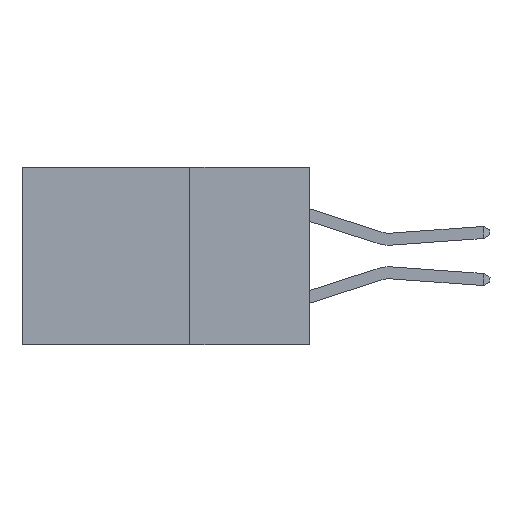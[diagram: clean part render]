
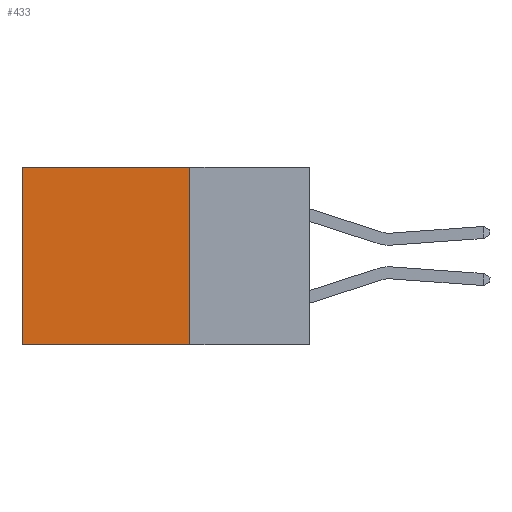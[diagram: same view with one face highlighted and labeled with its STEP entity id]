
A CAD part, left-side view. The second image highlights one B-rep face of the part: STEP entity #433.
In plain terms, the highlighted planar face has unit normal (-1, 0, 0).
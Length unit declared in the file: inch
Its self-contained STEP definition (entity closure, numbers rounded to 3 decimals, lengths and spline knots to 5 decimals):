
#433 = ADVANCED_FACE ( 'NONE', ( #3513 ), #14857, .F. ) ;
#1546 = ORIENTED_EDGE ( 'NONE', *, *, #4514, .F. ) ;
#2206 = ORIENTED_EDGE ( 'NONE', *, *, #13992, .F. ) ;
#2305 = ORIENTED_EDGE ( 'NONE', *, *, #15119, .T. ) ;
#2459 = CARTESIAN_POINT ( 'NONE',  ( 0.298, 0.6, 0. ) ) ;
#2758 = CARTESIAN_POINT ( 'NONE',  ( 0.298, 0.25, 0. ) ) ;
#3513 = FACE_OUTER_BOUND ( 'NONE', #7366, .T. ) ;
#3555 = EDGE_CURVE ( 'NONE', #14689, #3858, #15981, .T. ) ;
#3796 = CARTESIAN_POINT ( 'NONE',  ( 0.298, 0.25, 0. ) ) ;
#3858 = VERTEX_POINT ( 'NONE', #8695 ) ;
#4514 = EDGE_CURVE ( 'NONE', #13682, #3858, #15152, .T. ) ;
#5145 = CARTESIAN_POINT ( 'NONE',  ( 0.298, 0.6, 0. ) ) ;
#5235 = DIRECTION ( 'NONE',  ( 0., 1., 0. ) ) ;
#5455 = LINE ( 'NONE', #2758, #11291 ) ;
#5649 = CARTESIAN_POINT ( 'NONE',  ( 0.298, 0.25, 0. ) ) ;
#6525 = VECTOR ( 'NONE', #16830, 39.37008 ) ;
#6560 = DIRECTION ( 'NONE',  ( 0., 0., -1. ) ) ;
#6570 = VECTOR ( 'NONE', #6560, 39.37008 ) ;
#6988 = LINE ( 'NONE', #3796, #6570 ) ;
#7366 = EDGE_LOOP ( 'NONE', ( #7628, #1546, #2206, #2305 ) ) ;
#7549 = CARTESIAN_POINT ( 'NONE',  ( 0.298, 0.25, -0.37 ) ) ;
#7628 = ORIENTED_EDGE ( 'NONE', *, *, #3555, .T. ) ;
#8695 = CARTESIAN_POINT ( 'NONE',  ( 0.298, 0.6, -0.37 ) ) ;
#9181 = AXIS2_PLACEMENT_3D ( 'NONE', #5649, #11523, #16785 ) ;
#9431 = CARTESIAN_POINT ( 'NONE',  ( 0.298, 0.25, 0. ) ) ;
#10851 = CARTESIAN_POINT ( 'NONE',  ( 0.298, 0.25, -0.37 ) ) ;
#11291 = VECTOR ( 'NONE', #5235, 39.37008 ) ;
#11523 = DIRECTION ( 'NONE',  ( 1., 0., 0. ) ) ;
#11736 = VERTEX_POINT ( 'NONE', #9431 ) ;
#13527 = VECTOR ( 'NONE', #14809, 39.37008 ) ;
#13682 = VERTEX_POINT ( 'NONE', #7549 ) ;
#13992 = EDGE_CURVE ( 'NONE', #11736, #13682, #6988, .T. ) ;
#14689 = VERTEX_POINT ( 'NONE', #5145 ) ;
#14809 = DIRECTION ( 'NONE',  ( 0., 1., 0. ) ) ;
#14857 = PLANE ( 'NONE',  #9181 ) ;
#15119 = EDGE_CURVE ( 'NONE', #11736, #14689, #5455, .T. ) ;
#15152 = LINE ( 'NONE', #10851, #13527 ) ;
#15981 = LINE ( 'NONE', #2459, #6525 ) ;
#16785 = DIRECTION ( 'NONE',  ( 0., 0., -1. ) ) ;
#16830 = DIRECTION ( 'NONE',  ( 0., 0., -1. ) ) ;
